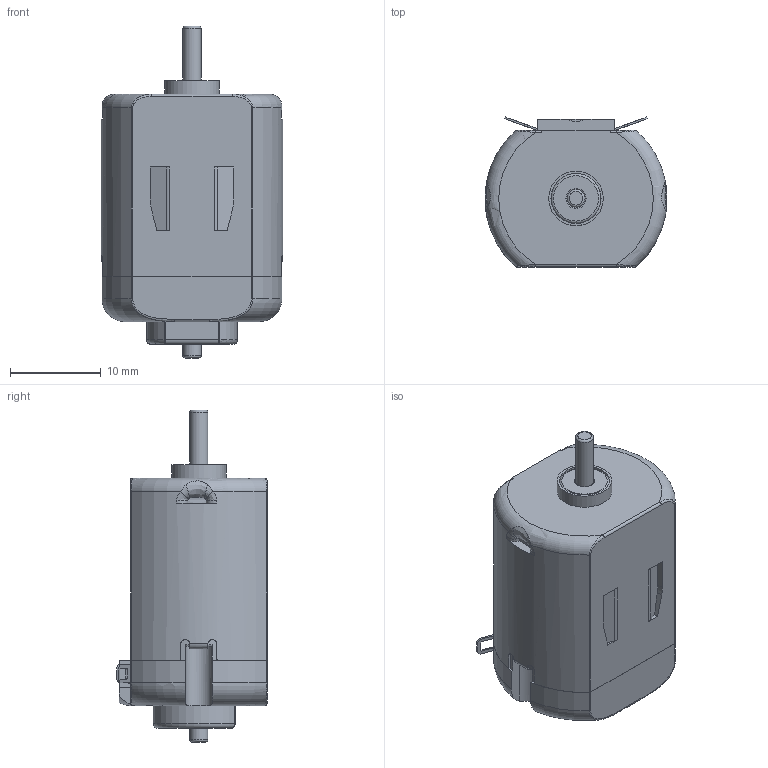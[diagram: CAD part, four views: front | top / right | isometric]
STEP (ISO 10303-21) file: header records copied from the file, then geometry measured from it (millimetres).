
FILE_DESCRIPTION(/* description */ (''),/* implementation_level */ '2;1');
FILE_NAME(/* name */ 'dc motor.stp',/* time_stamp */ '2020-12-19T14:48:52+01:00',/* author */ ('caspe'),/* organization */ (''),/* preprocessor_version */ 'ST-DEVELOPER v17',/* originating_system */ 'Autodesk Inventor 2019',/* authorisation */ '');
FILE_SCHEMA (('AUTOMOTIVE_DESIGN { 1 0 10303 214 3 1 1 }'));
Length unit declared in the file: millimetre
Products named in the file (1): dc motor
Bounding box: 19.99 x 16.5 x 36.5 mm (x, y, z)
Volume: 6834.3 mm3; surface area: 2424.7 mm2
Topology: 1 solids, 1 shells, 236 faces, 653 edges, 430 vertices
Faces by surface type: plane 124, cylinder 74, bspline 20, torus 18
Full cylindrical faces by diameter (mm): 1.5 x1, 1.98 x1, 2 x2, 2.02 x1, 4 x1, 5.48 x1, 5.5 x1, 6 x1
Entity records: 8901 total; most frequent: CARTESIAN_POINT 2731, ORIENTED_EDGE 1302, DIRECTION 1165, EDGE_CURVE 651, VERTEX_POINT 430, AXIS2_PLACEMENT_3D 401, LINE 363, VECTOR 363
